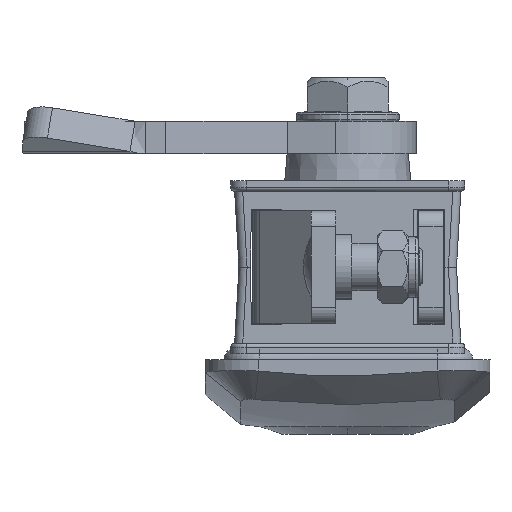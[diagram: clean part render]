
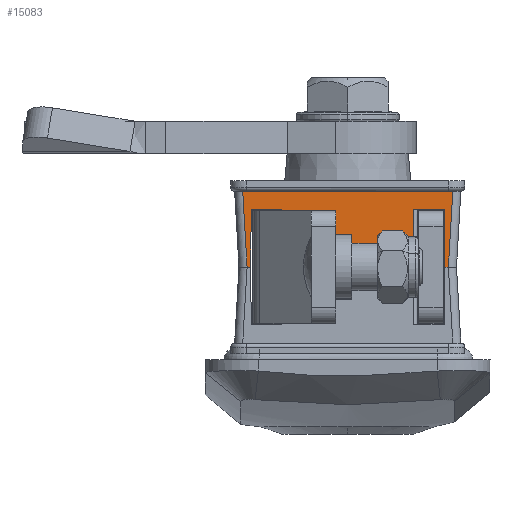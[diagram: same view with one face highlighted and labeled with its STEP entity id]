
A CAD part, left-side view. The second image highlights one B-rep face of the part: STEP entity #15083.
In plain terms, the highlighted planar face has unit normal (-1, 0, -0.009).
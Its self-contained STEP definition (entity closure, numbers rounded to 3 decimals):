
#7 = CARTESIAN_POINT ( 'NONE',  ( -26.75, -12.999, -4.6 ) ) ;
#223 = LINE ( 'NONE', #15948, #1591 ) ;
#327 = DIRECTION ( 'NONE',  ( 0.009, -0.009, -1. ) ) ;
#406 = LINE ( 'NONE', #4349, #16712 ) ;
#780 = EDGE_CURVE ( 'NONE', #7368, #8429, #14661, .T. ) ;
#1083 = CARTESIAN_POINT ( 'NONE',  ( -26.668, -12.458, -14. ) ) ;
#1134 = ORIENTED_EDGE ( 'NONE', *, *, #780, .F. ) ;
#1171 = CARTESIAN_POINT ( 'NONE',  ( -26.722, -12.819, -7.733 ) ) ;
#1282 = VERTEX_POINT ( 'NONE', #9512 ) ;
#1591 = VECTOR ( 'NONE', #5458, 1000. ) ;
#1873 = EDGE_LOOP ( 'NONE', ( #11006, #5916, #5070, #1134, #13946, #8811, #8046, #16463, #4764, #5416, #2635, #15633 ) ) ;
#1919 = DIRECTION ( 'NONE',  ( 0.009, 0.009, -1. ) ) ;
#2409 = CARTESIAN_POINT ( 'NONE',  ( -26.695, 12.638, -10.867 ) ) ;
#2628 = CARTESIAN_POINT ( 'NONE',  ( -26.695, -12.638, -10.867 ) ) ;
#2635 = ORIENTED_EDGE ( 'NONE', *, *, #12646, .F. ) ;
#2810 = CARTESIAN_POINT ( 'NONE',  ( -26.668, 11.5, -14. ) ) ;
#2908 = CARTESIAN_POINT ( 'NONE',  ( -26.73, -11.949, -6.9 ) ) ;
#2984 = VECTOR ( 'NONE', #327, 1000. ) ;
#2997 = CARTESIAN_POINT ( 'NONE',  ( -26.668, 8.09, -14. ) ) ;
#3094 = EDGE_CURVE ( 'NONE', #3489, #3237, #5742, .T. ) ;
#3237 = VERTEX_POINT ( 'NONE', #16943 ) ;
#3322 = EDGE_CURVE ( 'NONE', #1282, #12690, #9852, .T. ) ;
#3402 = VECTOR ( 'NONE', #1919, 1000. ) ;
#3475 = VERTEX_POINT ( 'NONE', #13901 ) ;
#3489 = VERTEX_POINT ( 'NONE', #7377 ) ;
#3917 = DIRECTION ( 'NONE',  ( 0., 1., 0. ) ) ;
#4343 = LINE ( 'NONE', #9586, #4951 ) ;
#4349 = CARTESIAN_POINT ( 'NONE',  ( -26.75, -13.499, -4.6 ) ) ;
#4764 = ORIENTED_EDGE ( 'NONE', *, *, #9101, .F. ) ;
#4910 = CARTESIAN_POINT ( 'NONE',  ( -26.689, -8.11, -11.633 ) ) ;
#4951 = VECTOR ( 'NONE', #14838, 1000. ) ;
#5063 = CARTESIAN_POINT ( 'NONE',  ( -26.668, 12.458, -14. ) ) ;
#5070 = ORIENTED_EDGE ( 'NONE', *, *, #6418, .F. ) ;
#5416 = ORIENTED_EDGE ( 'NONE', *, *, #6362, .F. ) ;
#5458 = DIRECTION ( 'NONE',  ( 0., -1., 0. ) ) ;
#5537 = DIRECTION ( 'NONE',  ( 0., 1., 0. ) ) ;
#5646 = CARTESIAN_POINT ( 'NONE',  ( -26.722, 12.819, -7.733 ) ) ;
#5742 = B_SPLINE_CURVE_WITH_KNOTS ( 'NONE', 3,
 ( #12667, #4910, #7354, #9054 ),
 .UNSPECIFIED., .F., .F.,
 ( 4, 4 ),
 ( -0.203, 1. ),
 .UNSPECIFIED. ) ;
#5758 = VERTEX_POINT ( 'NONE', #11491 ) ;
#5916 = ORIENTED_EDGE ( 'NONE', *, *, #16852, .F. ) ;
#5994 = VECTOR ( 'NONE', #3917, 1000. ) ;
#6289 = FACE_OUTER_BOUND ( 'NONE', #1873, .T. ) ;
#6362 = EDGE_CURVE ( 'NONE', #15192, #15309, #14714, .T. ) ;
#6418 = EDGE_CURVE ( 'NONE', #8429, #15552, #7007, .T. ) ;
#6427 = LINE ( 'NONE', #10533, #5994 ) ;
#6711 = CARTESIAN_POINT ( 'NONE',  ( -26.689, 8.11, -11.633 ) ) ;
#6952 = LINE ( 'NONE', #2908, #2984 ) ;
#7007 = LINE ( 'NONE', #9415, #12568 ) ;
#7354 = CARTESIAN_POINT ( 'NONE',  ( -26.709, -8.131, -9.267 ) ) ;
#7368 = VERTEX_POINT ( 'NONE', #10569 ) ;
#7377 = CARTESIAN_POINT ( 'NONE',  ( -26.668, -8.09, -14. ) ) ;
#7738 = EDGE_CURVE ( 'NONE', #3475, #10063, #6952, .T. ) ;
#7894 = CARTESIAN_POINT ( 'NONE',  ( -26.668, -12.458, -14. ) ) ;
#8046 = ORIENTED_EDGE ( 'NONE', *, *, #9317, .T. ) ;
#8069 = DIRECTION ( 'NONE',  ( 0., 1., 0. ) ) ;
#8429 = VERTEX_POINT ( 'NONE', #8973 ) ;
#8811 = ORIENTED_EDGE ( 'NONE', *, *, #3094, .T. ) ;
#8956 = DIRECTION ( 'NONE',  ( -1., 0., -0.009 ) ) ;
#8973 = CARTESIAN_POINT ( 'NONE',  ( -26.73, 8.152, -6.9 ) ) ;
#9054 = CARTESIAN_POINT ( 'NONE',  ( -26.73, -8.152, -6.9 ) ) ;
#9101 = EDGE_CURVE ( 'NONE', #15309, #10063, #6427, .T. ) ;
#9317 = EDGE_CURVE ( 'NONE', #3237, #3475, #223, .T. ) ;
#9415 = CARTESIAN_POINT ( 'NONE',  ( -26.73, 7.652, -6.9 ) ) ;
#9512 = CARTESIAN_POINT ( 'NONE',  ( -26.668, 12.458, -14. ) ) ;
#9586 = CARTESIAN_POINT ( 'NONE',  ( -26.668, -9.1, -14. ) ) ;
#9592 = DIRECTION ( 'NONE',  ( 0., -1., 0. ) ) ;
#9852 = B_SPLINE_CURVE_WITH_KNOTS ( 'NONE', 3,
 ( #5063, #2409, #5646, #13383 ),
 .UNSPECIFIED., .F., .F.,
 ( 4, 4 ),
 ( -0.146, 1. ),
 .UNSPECIFIED. ) ;
#10063 = VERTEX_POINT ( 'NONE', #11096 ) ;
#10533 = CARTESIAN_POINT ( 'NONE',  ( -26.668, -14.028, -14. ) ) ;
#10569 = CARTESIAN_POINT ( 'NONE',  ( -26.668, 8.09, -14. ) ) ;
#10830 = CARTESIAN_POINT ( 'NONE',  ( -26.709, 8.131, -9.267 ) ) ;
#10940 = LINE ( 'NONE', #14994, #3402 ) ;
#11006 = ORIENTED_EDGE ( 'NONE', *, *, #11508, .F. ) ;
#11096 = CARTESIAN_POINT ( 'NONE',  ( -26.668, -12.01, -14. ) ) ;
#11491 = CARTESIAN_POINT ( 'NONE',  ( -26.668, 12.01, -14. ) ) ;
#11508 = EDGE_CURVE ( 'NONE', #5758, #1282, #11996, .T. ) ;
#11509 = EDGE_CURVE ( 'NONE', #3489, #7368, #4343, .T. ) ;
#11996 = LINE ( 'NONE', #2810, #12380 ) ;
#12205 = CARTESIAN_POINT ( 'NONE',  ( -26.73, 8.152, -6.9 ) ) ;
#12380 = VECTOR ( 'NONE', #8069, 1000. ) ;
#12568 = VECTOR ( 'NONE', #5537, 1000. ) ;
#12646 = EDGE_CURVE ( 'NONE', #12690, #15192, #406, .T. ) ;
#12667 = CARTESIAN_POINT ( 'NONE',  ( -26.668, -8.09, -14. ) ) ;
#12690 = VERTEX_POINT ( 'NONE', #16376 ) ;
#13383 = CARTESIAN_POINT ( 'NONE',  ( -26.75, 12.999, -4.6 ) ) ;
#13901 = CARTESIAN_POINT ( 'NONE',  ( -26.73, -11.949, -6.9 ) ) ;
#13946 = ORIENTED_EDGE ( 'NONE', *, *, #11509, .F. ) ;
#14105 = CARTESIAN_POINT ( 'NONE',  ( -26.674, -13.499, -13.3 ) ) ;
#14661 = B_SPLINE_CURVE_WITH_KNOTS ( 'NONE', 3,
 ( #2997, #6711, #10830, #12205 ),
 .UNSPECIFIED., .F., .F.,
 ( 4, 4 ),
 ( -0.203, 1. ),
 .UNSPECIFIED. ) ;
#14714 = B_SPLINE_CURVE_WITH_KNOTS ( 'NONE', 3,
 ( #15769, #1171, #2628, #1083 ),
 .UNSPECIFIED., .F., .F.,
 ( 4, 4 ),
 ( 0., 1.146 ),
 .UNSPECIFIED. ) ;
#14838 = DIRECTION ( 'NONE',  ( 0., 1., 0. ) ) ;
#14994 = CARTESIAN_POINT ( 'NONE',  ( -26.738, 11.94, -5.956 ) ) ;
#15083 = ADVANCED_FACE ( 'NONE', ( #6289 ), #16851, .T. ) ;
#15192 = VERTEX_POINT ( 'NONE', #7 ) ;
#15309 = VERTEX_POINT ( 'NONE', #7894 ) ;
#15552 = VERTEX_POINT ( 'NONE', #16369 ) ;
#15567 = DIRECTION ( 'NONE',  ( -0.009, 0., 1. ) ) ;
#15633 = ORIENTED_EDGE ( 'NONE', *, *, #3322, .F. ) ;
#15724 = AXIS2_PLACEMENT_3D ( 'NONE', #14105, #8956, #15567 ) ;
#15769 = CARTESIAN_POINT ( 'NONE',  ( -26.75, -12.999, -4.6 ) ) ;
#15948 = CARTESIAN_POINT ( 'NONE',  ( -26.73, -13.499, -6.9 ) ) ;
#16369 = CARTESIAN_POINT ( 'NONE',  ( -26.73, 11.949, -6.9 ) ) ;
#16376 = CARTESIAN_POINT ( 'NONE',  ( -26.75, 12.999, -4.6 ) ) ;
#16463 = ORIENTED_EDGE ( 'NONE', *, *, #7738, .T. ) ;
#16712 = VECTOR ( 'NONE', #9592, 1000. ) ;
#16851 = PLANE ( 'NONE',  #15724 ) ;
#16852 = EDGE_CURVE ( 'NONE', #15552, #5758, #10940, .T. ) ;
#16943 = CARTESIAN_POINT ( 'NONE',  ( -26.73, -8.152, -6.9 ) ) ;
